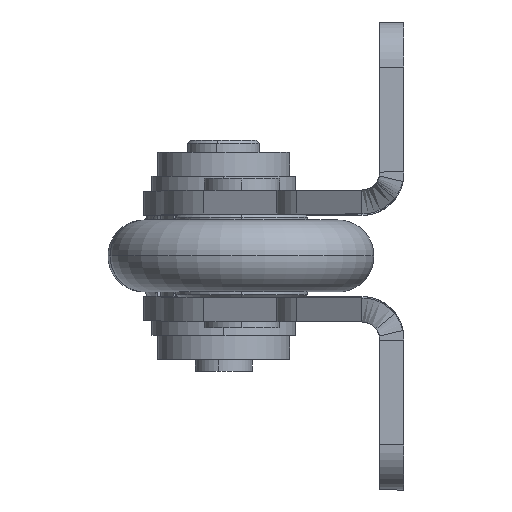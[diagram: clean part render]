
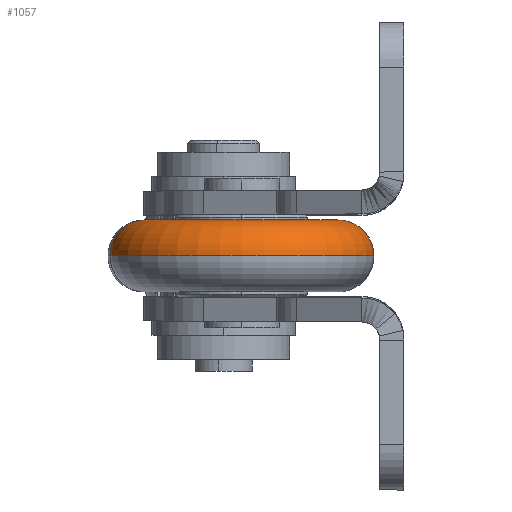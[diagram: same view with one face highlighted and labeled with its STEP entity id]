
A CAD part, left-side view. The second image highlights one B-rep face of the part: STEP entity #1057.
In plain terms, the highlighted toroidal (fillet/blend) face has major radius 16 mm and minor radius 6 mm.
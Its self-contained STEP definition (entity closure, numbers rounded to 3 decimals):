
#32 = AXIS2_PLACEMENT_3D ( 'NONE', #18722, #6397, #20762 ) ;
#742 = EDGE_CURVE ( 'NONE', #25226, #6796, #10541, .T. ) ;
#765 = DIRECTION ( 'NONE',  ( 0., 0., 1. ) ) ;
#1057 = ADVANCED_FACE ( 'NONE', ( #8877 ), #9517, .T. ) ;
#1482 = AXIS2_PLACEMENT_3D ( 'NONE', #16246, #16168, #15985 ) ;
#1539 = EDGE_CURVE ( 'NONE', #25117, #25226, #8225, .T. ) ;
#2085 = ORIENTED_EDGE ( 'NONE', *, *, #742, .F. ) ;
#2458 = AXIS2_PLACEMENT_3D ( 'NONE', #6260, #20620, #8361 ) ;
#4930 = CARTESIAN_POINT ( 'NONE',  ( -64.3, 27., 0. ) ) ;
#4994 = EDGE_LOOP ( 'NONE', ( #6843, #15572, #18105, #12114, #2085 ) ) ;
#6000 = DIRECTION ( 'NONE',  ( 1., 0.004, 0. ) ) ;
#6260 = CARTESIAN_POINT ( 'NONE',  ( -64.238, 11., 0. ) ) ;
#6397 = DIRECTION ( 'NONE',  ( 0., 0., 1. ) ) ;
#6796 = VERTEX_POINT ( 'NONE', #16436 ) ;
#6843 = ORIENTED_EDGE ( 'NONE', *, *, #1539, .F. ) ;
#7559 = CIRCLE ( 'NONE', #24018, 22. ) ;
#8084 = AXIS2_PLACEMENT_3D ( 'NONE', #4930, #10259, #12982 ) ;
#8225 = CIRCLE ( 'NONE', #1482, 6. ) ;
#8361 = DIRECTION ( 'NONE',  ( 0., 0., -1. ) ) ;
#8877 = FACE_OUTER_BOUND ( 'NONE', #4994, .T. ) ;
#9184 = EDGE_CURVE ( 'NONE', #12508, #23637, #12065, .T. ) ;
#9517 = TOROIDAL_SURFACE ( 'NONE', #8084, 16., 6. ) ;
#10259 = DIRECTION ( 'NONE',  ( 0., 0., 1. ) ) ;
#10541 = CIRCLE ( 'NONE', #16012, 6. ) ;
#12065 = CIRCLE ( 'NONE', #2458, 6. ) ;
#12114 = ORIENTED_EDGE ( 'NONE', *, *, #18143, .F. ) ;
#12335 = CARTESIAN_POINT ( 'NONE',  ( -64.261, 17., 0. ) ) ;
#12508 = VERTEX_POINT ( 'NONE', #18047 ) ;
#12982 = DIRECTION ( 'NONE',  ( 1., 0.004, 0. ) ) ;
#13216 = CARTESIAN_POINT ( 'NONE',  ( -64.3, 27., 0. ) ) ;
#13265 = EDGE_CURVE ( 'NONE', #25117, #12508, #7559, .T. ) ;
#15240 = DIRECTION ( 'NONE',  ( 0., -1., 0. ) ) ;
#15572 = ORIENTED_EDGE ( 'NONE', *, *, #13265, .T. ) ;
#15985 = DIRECTION ( 'NONE',  ( 0., 0., -1. ) ) ;
#16012 = AXIS2_PLACEMENT_3D ( 'NONE', #18318, #6000, #20372 ) ;
#16166 = CARTESIAN_POINT ( 'NONE',  ( -64.385, 49., 0. ) ) ;
#16168 = DIRECTION ( 'NONE',  ( 1., 0.004, 0. ) ) ;
#16246 = CARTESIAN_POINT ( 'NONE',  ( -64.362, 43., 0. ) ) ;
#16436 = CARTESIAN_POINT ( 'NONE',  ( -64.339, 37., 0. ) ) ;
#18047 = CARTESIAN_POINT ( 'NONE',  ( -64.215, 5., 0. ) ) ;
#18105 = ORIENTED_EDGE ( 'NONE', *, *, #9184, .T. ) ;
#18143 = EDGE_CURVE ( 'NONE', #6796, #23637, #22271, .T. ) ;
#18318 = CARTESIAN_POINT ( 'NONE',  ( -64.362, 43., 0. ) ) ;
#18457 = CARTESIAN_POINT ( 'NONE',  ( -64.362, 43., 6. ) ) ;
#18722 = CARTESIAN_POINT ( 'NONE',  ( -64.3, 27., 0. ) ) ;
#20372 = DIRECTION ( 'NONE',  ( 0., 0., -1. ) ) ;
#20620 = DIRECTION ( 'NONE',  ( -1., -0.004, 0. ) ) ;
#20762 = DIRECTION ( 'NONE',  ( 0., -1., 0. ) ) ;
#22271 = CIRCLE ( 'NONE', #32, 10. ) ;
#23637 = VERTEX_POINT ( 'NONE', #12335 ) ;
#24018 = AXIS2_PLACEMENT_3D ( 'NONE', #13216, #765, #15240 ) ;
#25117 = VERTEX_POINT ( 'NONE', #16166 ) ;
#25226 = VERTEX_POINT ( 'NONE', #18457 ) ;
